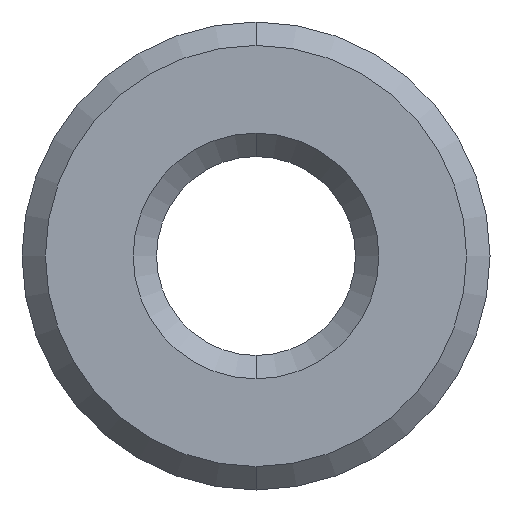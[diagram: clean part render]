
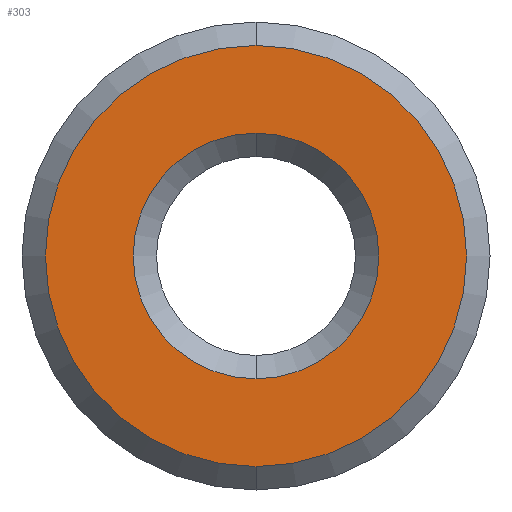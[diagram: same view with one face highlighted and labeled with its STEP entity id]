
A CAD part, front view. The second image highlights one B-rep face of the part: STEP entity #303.
In plain terms, the highlighted planar face has unit normal (0, -1, 0).
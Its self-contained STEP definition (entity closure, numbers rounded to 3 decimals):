
#5 = DIRECTION ( 'NONE',  ( 0., 1., 0. ) ) ;
#11 = EDGE_LOOP ( 'NONE', ( #183, #243 ) ) ;
#24 = VERTEX_POINT ( 'NONE', #222 ) ;
#26 = CARTESIAN_POINT ( 'NONE',  ( 0., -2., 2.1 ) ) ;
#29 = CARTESIAN_POINT ( 'NONE',  ( 0., -2., -2.1 ) ) ;
#31 = DIRECTION ( 'NONE',  ( 0., -1., 0. ) ) ;
#36 = CARTESIAN_POINT ( 'NONE',  ( 0., -2., 0. ) ) ;
#39 = VERTEX_POINT ( 'NONE', #26 ) ;
#41 = EDGE_CURVE ( 'NONE', #39, #431, #83, .T. ) ;
#56 = ORIENTED_EDGE ( 'NONE', *, *, #41, .T. ) ;
#73 = DIRECTION ( 'NONE',  ( 0., 0., 1. ) ) ;
#77 = CIRCLE ( 'NONE', #129, 2.1 ) ;
#79 = EDGE_CURVE ( 'NONE', #333, #24, #171, .T. ) ;
#83 = CIRCLE ( 'NONE', #152, 2.1 ) ;
#114 = DIRECTION ( 'NONE',  ( 0., 0., 1. ) ) ;
#122 = CARTESIAN_POINT ( 'NONE',  ( 0., -2., 0. ) ) ;
#124 = FACE_OUTER_BOUND ( 'NONE', #11, .T. ) ;
#129 = AXIS2_PLACEMENT_3D ( 'NONE', #36, #5, #137 ) ;
#137 = DIRECTION ( 'NONE',  ( 0., 0., 1. ) ) ;
#152 = AXIS2_PLACEMENT_3D ( 'NONE', #122, #157, #215 ) ;
#157 = DIRECTION ( 'NONE',  ( 0., 1., 0. ) ) ;
#160 = CARTESIAN_POINT ( 'NONE',  ( 0., -2., 0. ) ) ;
#167 = CARTESIAN_POINT ( 'NONE',  ( 0., -2., 0. ) ) ;
#171 = CIRCLE ( 'NONE', #425, 3.6 ) ;
#182 = CARTESIAN_POINT ( 'NONE',  ( 0., -2., -3.6 ) ) ;
#183 = ORIENTED_EDGE ( 'NONE', *, *, #274, .T. ) ;
#215 = DIRECTION ( 'NONE',  ( 0., 0., 1. ) ) ;
#222 = CARTESIAN_POINT ( 'NONE',  ( 0., -2., 3.6 ) ) ;
#238 = CIRCLE ( 'NONE', #339, 3.6 ) ;
#243 = ORIENTED_EDGE ( 'NONE', *, *, #79, .T. ) ;
#266 = FACE_BOUND ( 'NONE', #285, .T. ) ;
#274 = EDGE_CURVE ( 'NONE', #24, #333, #238, .T. ) ;
#285 = EDGE_LOOP ( 'NONE', ( #402, #56 ) ) ;
#303 = ADVANCED_FACE ( 'NONE', ( #124, #266 ), #371, .F. ) ;
#310 = EDGE_CURVE ( 'NONE', #431, #39, #77, .T. ) ;
#333 = VERTEX_POINT ( 'NONE', #182 ) ;
#339 = AXIS2_PLACEMENT_3D ( 'NONE', #160, #439, #435 ) ;
#371 = PLANE ( 'NONE',  #444 ) ;
#402 = ORIENTED_EDGE ( 'NONE', *, *, #310, .T. ) ;
#421 = DIRECTION ( 'NONE',  ( 0., 1., 0. ) ) ;
#424 = CARTESIAN_POINT ( 'NONE',  ( 0., -2., 0. ) ) ;
#425 = AXIS2_PLACEMENT_3D ( 'NONE', #167, #31, #114 ) ;
#431 = VERTEX_POINT ( 'NONE', #29 ) ;
#435 = DIRECTION ( 'NONE',  ( 0., 0., 1. ) ) ;
#439 = DIRECTION ( 'NONE',  ( 0., -1., 0. ) ) ;
#444 = AXIS2_PLACEMENT_3D ( 'NONE', #424, #421, #73 ) ;
